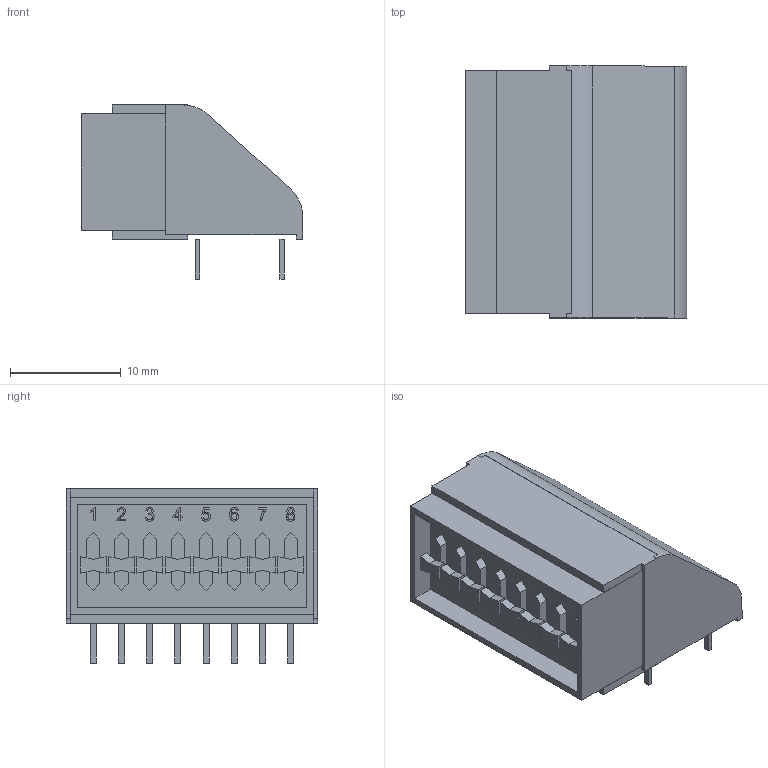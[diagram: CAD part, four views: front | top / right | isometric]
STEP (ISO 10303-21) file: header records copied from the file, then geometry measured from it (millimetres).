
FILE_DESCRIPTION((''),'2;1');
FILE_NAME('SW_SDES-8-023.stp','2011-03-31T10:40:39',(''),(''),'Mechanical Desktop 2011','Mechanical Desktop 2011',', , ');
FILE_SCHEMA(('AUTOMOTIVE_DESIGN { 1 2 10303 214 1 1 1 1 }'));
Length unit declared in the file: millimetre
Products named in the file (1): Product
Bounding box: 20 x 22.7 x 15.7 mm (x, y, z)
Volume: 4296.1 mm3; surface area: 3199.3 mm2
Topology: 42 solids, 42 shells, 1167 faces, 3210 edges, 2140 vertices
Faces by surface type: plane 1161, cylinder 6
Entity records: 36388 total; most frequent: CARTESIAN_POINT 6518, ORIENTED_EDGE 6420, DIRECTION 5560, EDGE_CURVE 3210, VECTOR 3196, LINE 3196, VERTEX_POINT 2140, EDGE_LOOP 1188
